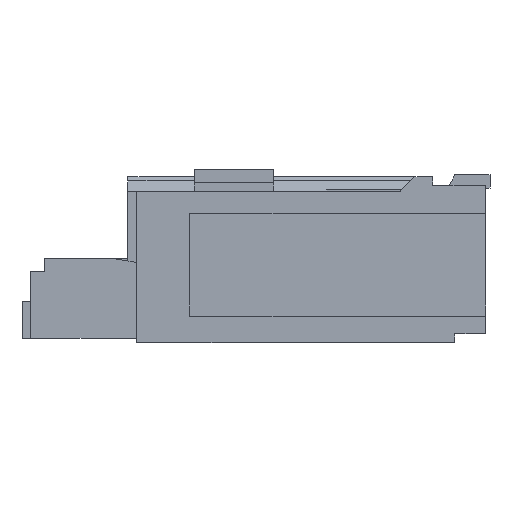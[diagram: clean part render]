
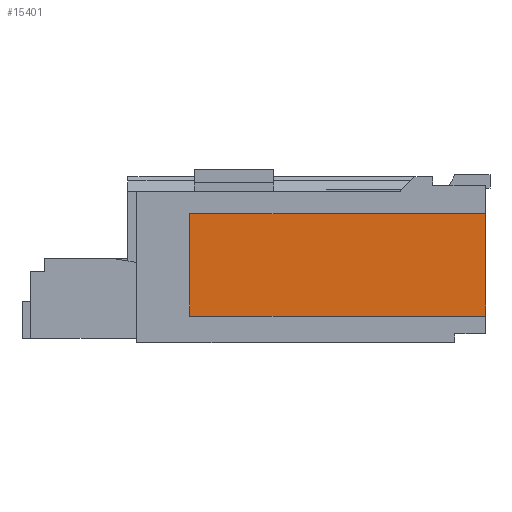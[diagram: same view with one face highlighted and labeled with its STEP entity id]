
A CAD part, left-side view. The second image highlights one B-rep face of the part: STEP entity #15401.
In plain terms, the highlighted planar face has unit normal (-1, 0, 0).
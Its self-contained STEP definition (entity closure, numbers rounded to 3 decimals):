
#5376=DIRECTION('',(0.,-1.,0.));
#5377=VECTOR('',#5376,3.35);
#5378=CARTESIAN_POINT('',(-4.85,3.35,-1.58));
#5379=LINE('',#5378,#5377);
#5384=DIRECTION('',(0.,0.,-1.));
#5385=VECTOR('',#5384,1.16);
#5386=CARTESIAN_POINT('',(-4.85,0.,-0.42));
#5387=LINE('',#5386,#5385);
#5420=DIRECTION('',(0.,0.,1.));
#5421=VECTOR('',#5420,1.16);
#5422=CARTESIAN_POINT('',(-4.85,3.35,-1.58));
#5423=LINE('',#5422,#5421);
#6309=DIRECTION('',(0.,-1.,0.));
#6310=VECTOR('',#6309,3.35);
#6311=CARTESIAN_POINT('',(-4.85,3.35,-0.42));
#6312=LINE('',#6311,#6310);
#6887=CARTESIAN_POINT('',(-4.85,0.,-1.58));
#6889=VERTEX_POINT('',#6887);
#6891=CARTESIAN_POINT('',(-4.85,0.,-0.42));
#6893=VERTEX_POINT('',#6891);
#6899=CARTESIAN_POINT('',(-4.85,3.35,-1.58));
#6900=CARTESIAN_POINT('',(-4.85,3.35,-0.42));
#6901=VERTEX_POINT('',#6899);
#6902=VERTEX_POINT('',#6900);
#15388=CARTESIAN_POINT('',(-4.85,3.35,-1.58));
#15389=DIRECTION('',(1.,0.,0.));
#15390=DIRECTION('',(0.,-1.,0.));
#15391=AXIS2_PLACEMENT_3D('',#15388,#15389,#15390);
#15392=PLANE('',#15391);
#15393=ORIENTED_EDGE('',*,*,#15352,.T.);
#15394=ORIENTED_EDGE('',*,*,#15341,.F.);
#15396=ORIENTED_EDGE('',*,*,#15395,.T.);
#15398=ORIENTED_EDGE('',*,*,#15397,.T.);
#15399=EDGE_LOOP('',(#15393,#15394,#15396,#15398));
#15400=FACE_OUTER_BOUND('',#15399,.F.);
#15401=ADVANCED_FACE('',(#15400),#15392,.F.);
#15341=EDGE_CURVE('',#6901,#6889,#5379,.T.);
#15352=EDGE_CURVE('',#6893,#6889,#5387,.T.);
#15395=EDGE_CURVE('',#6901,#6902,#5423,.T.);
#15397=EDGE_CURVE('',#6902,#6893,#6312,.T.);
